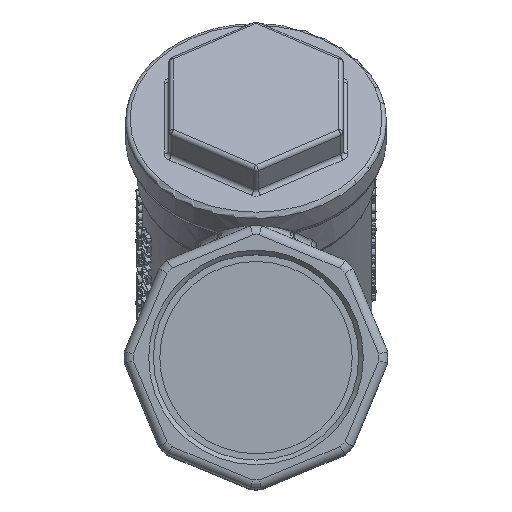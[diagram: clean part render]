
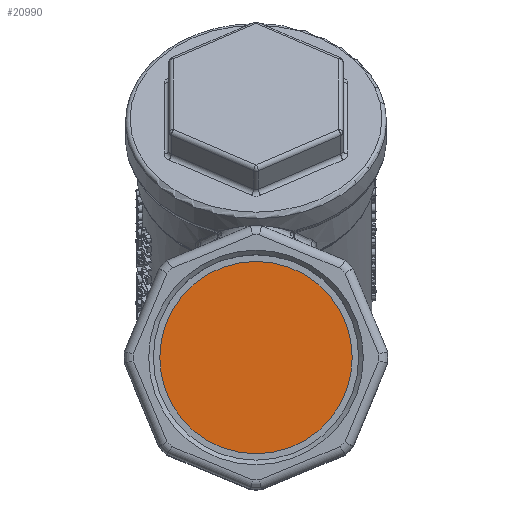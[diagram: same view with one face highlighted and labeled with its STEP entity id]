
A CAD part, top view. The second image highlights one B-rep face of the part: STEP entity #20990.
In plain terms, the highlighted planar face has unit normal (0, 0, 1).
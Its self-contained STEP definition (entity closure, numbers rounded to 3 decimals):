
#4847=PLANE('',#22100);
#6044=FACE_OUTER_BOUND('',#7276,.T.);
#7276=EDGE_LOOP('',(#18516));
#7822=CIRCLE('',#22099,21.);
#9753=VERTEX_POINT('',#50006);
#12683=EDGE_CURVE('',#9753,#9753,#7822,.T.);
#18516=ORIENTED_EDGE('',*,*,#12683,.T.);
#20990=ADVANCED_FACE('',(#6044),#4847,.T.);
#22099=AXIS2_PLACEMENT_3D('',#50007,#25546,#25547);
#22100=AXIS2_PLACEMENT_3D('',#50008,#25548,#25549);
#25546=DIRECTION('center_axis',(0.,0.,1.));
#25547=DIRECTION('ref_axis',(1.,0.,0.));
#25548=DIRECTION('center_axis',(0.,0.,1.));
#25549=DIRECTION('ref_axis',(1.,0.,0.));
#50006=CARTESIAN_POINT('',(21.,0.,32.));
#50007=CARTESIAN_POINT('Origin',(0.,0.,32.));
#50008=CARTESIAN_POINT('Origin',(0.,0.,32.));
